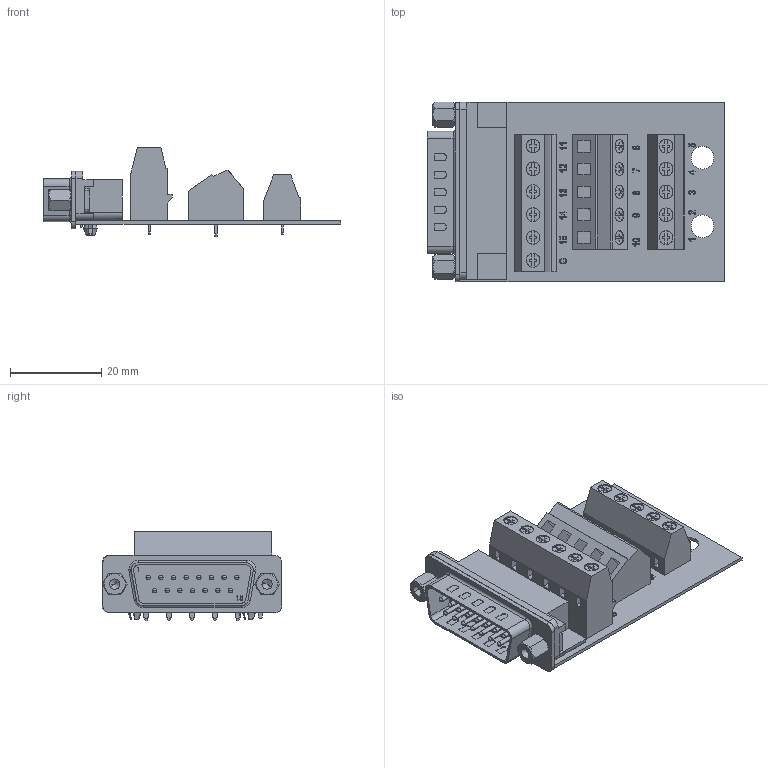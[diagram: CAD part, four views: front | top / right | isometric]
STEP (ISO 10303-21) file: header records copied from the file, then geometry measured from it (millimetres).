
FILE_DESCRIPTION (( 'STEP AP203' ), '1' );
FILE_NAME ('DGB15MT1.STEP', '2010-08-19T18:28:34', ( 'x' ), ( 'Microsoft' ), 'SwSTEP 2.0', 'SolidWorks 2010', '' );
FILE_SCHEMA (( 'CONFIG_CONTROL_DESIGN' ));
Length unit declared in the file: inch
Products named in the file (9): SD15P_Supplier Connector; ETB22 6 POS; DGB15MT1; DGB15MT1-MA1; DGB15FT-MA2; DGB9MT1-MA3_.160lg hex x .190 thd; 3AA02-010; ETB21 5 POS; ETB20 5 POS
Assembly tree (10 placements, depth 2):
  DGB15MT1
    3AA02-010  x2
    SD15P_Supplier Connector
    ETB22 6 POS
    ETB21 5 POS
    DGB15MT1-MA1
    DGB9MT1-MA3_.160lg hex x .190 thd  x2
    ETB20 5 POS
    DGB15FT-MA2
Bounding box: 65 x 39.37 x 19.51 mm (x, y, z)
Volume: 13017.8 mm3; surface area: 14380.6 mm2
Topology: 10 solids, 10 shells, 1320 faces, 3431 edges, 2224 vertices
Faces by surface type: plane 802, cylinder 198, bspline 143, cone 110, sphere 38, torus 29
Entity records: 51034 total; most frequent: CARTESIAN_POINT 20297, ORIENTED_EDGE 6370, DIRECTION 5667, EDGE_CURVE 3185, LINE 2233, VECTOR 2233, VERTEX_POINT 2093, AXIS2_PLACEMENT_3D 1717
